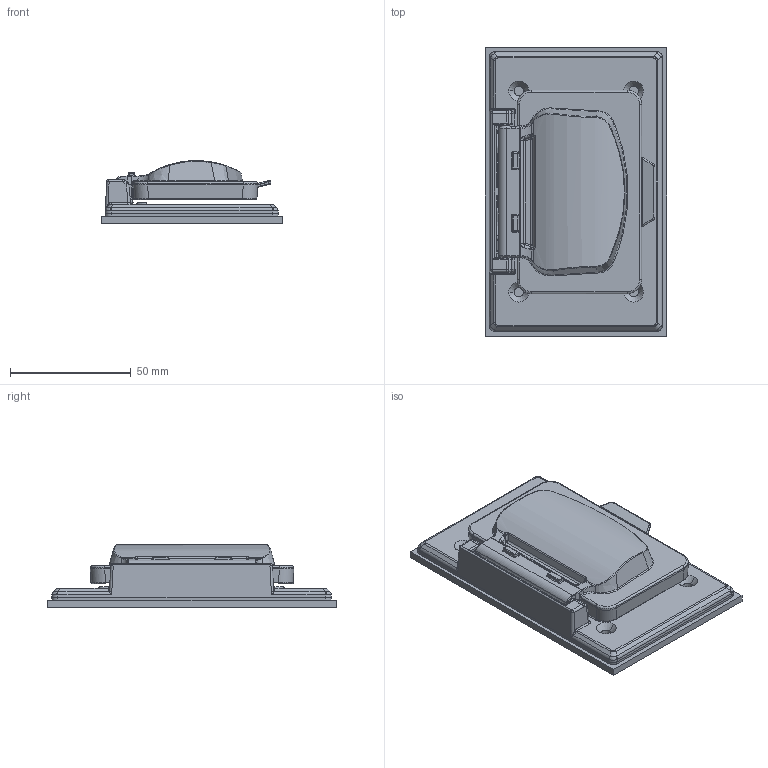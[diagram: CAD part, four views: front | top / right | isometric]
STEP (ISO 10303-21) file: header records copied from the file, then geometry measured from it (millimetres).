
FILE_DESCRIPTION (( 'STEP AP214' ), '1' );
FILE_NAME ('ORC5169-M01.STEP', '2024-08-12T19:06:53', ( '' ), ( '' ), 'SwSTEP 2.0', 'SolidWorks 2020', '' );
FILE_SCHEMA (( 'AUTOMOTIVE_DESIGN' ));
Length unit declared in the file: inch
Products named in the file (1): ORC5169-M01
Bounding box: 75 x 119.5 x 26.05 mm (x, y, z)
Surface area: 43721.6 mm2 (no closed solid volume)
Topology: 0 solids, 13 shells, 416 faces, 1190 edges, 748 vertices
Faces by surface type: cylinder 153, bspline 146, plane 100, cone 17
Entity records: 26397 total; most frequent: CARTESIAN_POINT 12076, ORIENTED_EDGE 1974, DIRECTION 1440, EDGE_CURVE 1168, VERTEX_POINT 748, AXIS2_PLACEMENT_3D 485, LINE 470, VECTOR 470
